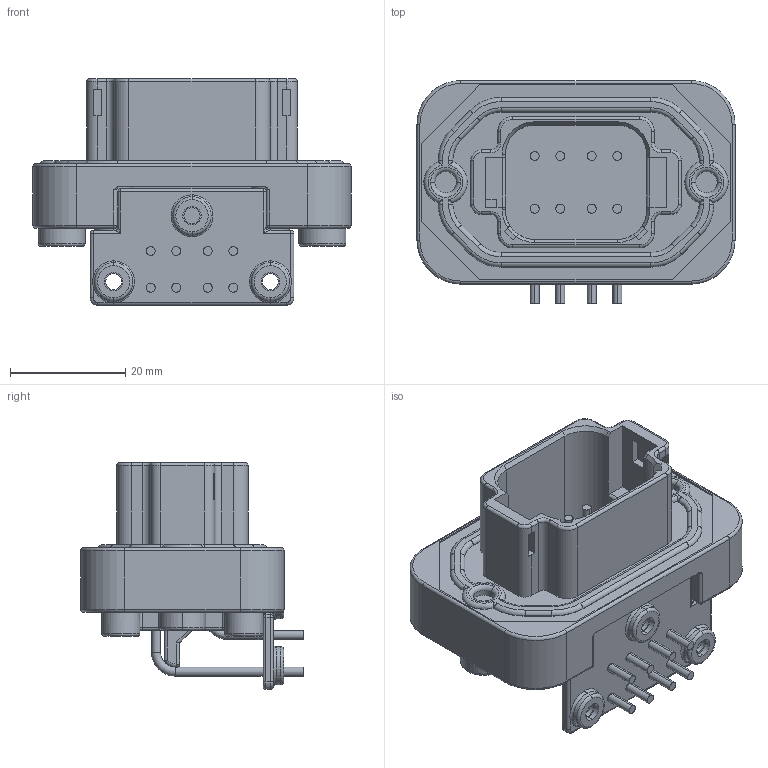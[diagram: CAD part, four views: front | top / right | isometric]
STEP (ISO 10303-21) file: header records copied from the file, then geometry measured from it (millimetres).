
FILE_DESCRIPTION((''),'2;1');
FILE_NAME('C-DT13-08PA','2012-12-05T',('workeradm'),('Tyco Electronics Ltd.'),'PRO/ENGINEER BY PARAMETRIC TECHNOLOGY CORPORATION, 2010430','PRO/ENGINEER BY PARAMETRIC TECHNOLOGY CORPORATION, 2010430','');
FILE_SCHEMA(('AUTOMOTIVE_DESIGN { 1 0 10303 214 1 1 1 1 }'));
Length unit declared in the file: inch
Products named in the file (1): C-DT13-08PA
Bounding box: 55.12 x 38.58 x 39.24 mm (x, y, z)
Volume: 24212.8 mm3; surface area: 13541.8 mm2
Topology: 1 solids, 1 shells, 582 faces, 1390 edges, 848 vertices
Faces by surface type: cylinder 271, plane 169, torus 110, sphere 14, bspline 12, cone 6
Entity records: 20636 total; most frequent: CARTESIAN_POINT 6421, DIRECTION 3150, ORIENTED_EDGE 2780, EDGE_CURVE 1390, AXIS2_PLACEMENT_3D 1262, VERTEX_POINT 848, CIRCLE 692, EDGE_LOOP 644
